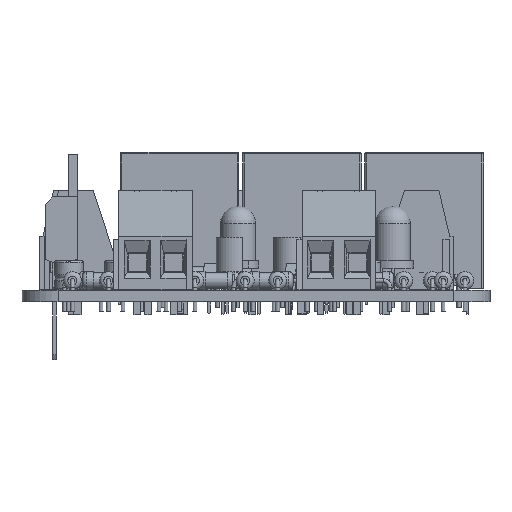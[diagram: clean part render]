
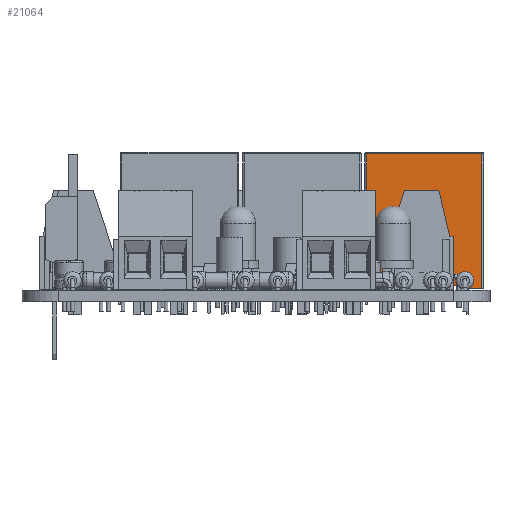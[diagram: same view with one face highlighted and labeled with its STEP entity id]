
A CAD part, left-side view. The second image highlights one B-rep face of the part: STEP entity #21064.
In plain terms, the highlighted face is planar.
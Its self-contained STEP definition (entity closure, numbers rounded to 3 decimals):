
#20921 = VERTEX_POINT('',#20922);
#20922 = CARTESIAN_POINT('',(8.,2.55,18.85));
#20929 = EDGE_CURVE('',#20930,#20921,#20932,.T.);
#20930 = VERTEX_POINT('',#20931);
#20931 = CARTESIAN_POINT('',(-8.,2.55,18.85));
#20932 = LINE('',#20933,#20934);
#20933 = CARTESIAN_POINT('',(-8.,2.55,18.85));
#20934 = VECTOR('',#20935,1.);
#20935 = DIRECTION('',(1.,0.,0.));
#21064 = ADVANCED_FACE('',(#21065),#21122,.T.);
#21065 = FACE_BOUND('',#21066,.T.);
#21066 = EDGE_LOOP('',(#21067,#21075,#21083,#21091,#21099,#21107,#21115,
    #21121));
#21067 = ORIENTED_EDGE('',*,*,#21068,.F.);
#21068 = EDGE_CURVE('',#21069,#20921,#21071,.T.);
#21069 = VERTEX_POINT('',#21070);
#21070 = CARTESIAN_POINT('',(8.,2.55,0.1));
#21071 = LINE('',#21072,#21073);
#21072 = CARTESIAN_POINT('',(8.,2.55,0.1));
#21073 = VECTOR('',#21074,1.);
#21074 = DIRECTION('',(0.,0.,1.));
#21075 = ORIENTED_EDGE('',*,*,#21076,.F.);
#21076 = EDGE_CURVE('',#21077,#21069,#21079,.T.);
#21077 = VERTEX_POINT('',#21078);
#21078 = CARTESIAN_POINT('',(6.25,2.55,0.1));
#21079 = LINE('',#21080,#21081);
#21080 = CARTESIAN_POINT('',(-8.25,2.55,0.1));
#21081 = VECTOR('',#21082,1.);
#21082 = DIRECTION('',(1.,0.,0.));
#21083 = ORIENTED_EDGE('',*,*,#21084,.T.);
#21084 = EDGE_CURVE('',#21077,#21085,#21087,.T.);
#21085 = VERTEX_POINT('',#21086);
#21086 = CARTESIAN_POINT('',(6.25,2.55,0.6));
#21087 = LINE('',#21088,#21089);
#21088 = CARTESIAN_POINT('',(6.25,2.55,0.1));
#21089 = VECTOR('',#21090,1.);
#21090 = DIRECTION('',(0.,0.,1.));
#21091 = ORIENTED_EDGE('',*,*,#21092,.F.);
#21092 = EDGE_CURVE('',#21093,#21085,#21095,.T.);
#21093 = VERTEX_POINT('',#21094);
#21094 = CARTESIAN_POINT('',(-6.25,2.55,0.6));
#21095 = LINE('',#21096,#21097);
#21096 = CARTESIAN_POINT('',(-6.25,2.55,0.6));
#21097 = VECTOR('',#21098,1.);
#21098 = DIRECTION('',(1.,0.,0.));
#21099 = ORIENTED_EDGE('',*,*,#21100,.F.);
#21100 = EDGE_CURVE('',#21101,#21093,#21103,.T.);
#21101 = VERTEX_POINT('',#21102);
#21102 = CARTESIAN_POINT('',(-6.25,2.55,0.1));
#21103 = LINE('',#21104,#21105);
#21104 = CARTESIAN_POINT('',(-6.25,2.55,0.1));
#21105 = VECTOR('',#21106,1.);
#21106 = DIRECTION('',(0.,0.,1.));
#21107 = ORIENTED_EDGE('',*,*,#21108,.F.);
#21108 = EDGE_CURVE('',#21109,#21101,#21111,.T.);
#21109 = VERTEX_POINT('',#21110);
#21110 = CARTESIAN_POINT('',(-8.,2.55,0.1));
#21111 = LINE('',#21112,#21113);
#21112 = CARTESIAN_POINT('',(-8.25,2.55,0.1));
#21113 = VECTOR('',#21114,1.);
#21114 = DIRECTION('',(1.,0.,0.));
#21115 = ORIENTED_EDGE('',*,*,#21116,.T.);
#21116 = EDGE_CURVE('',#21109,#20930,#21117,.T.);
#21117 = LINE('',#21118,#21119);
#21118 = CARTESIAN_POINT('',(-8.,2.55,0.1));
#21119 = VECTOR('',#21120,1.);
#21120 = DIRECTION('',(0.,0.,1.));
#21121 = ORIENTED_EDGE('',*,*,#20929,.T.);
#21122 = PLANE('',#21123);
#21123 = AXIS2_PLACEMENT_3D('',#21124,#21125,#21126);
#21124 = CARTESIAN_POINT('',(-8.25,2.55,0.1));
#21125 = DIRECTION('',(0.,1.,0.));
#21126 = DIRECTION('',(1.,0.,0.));
